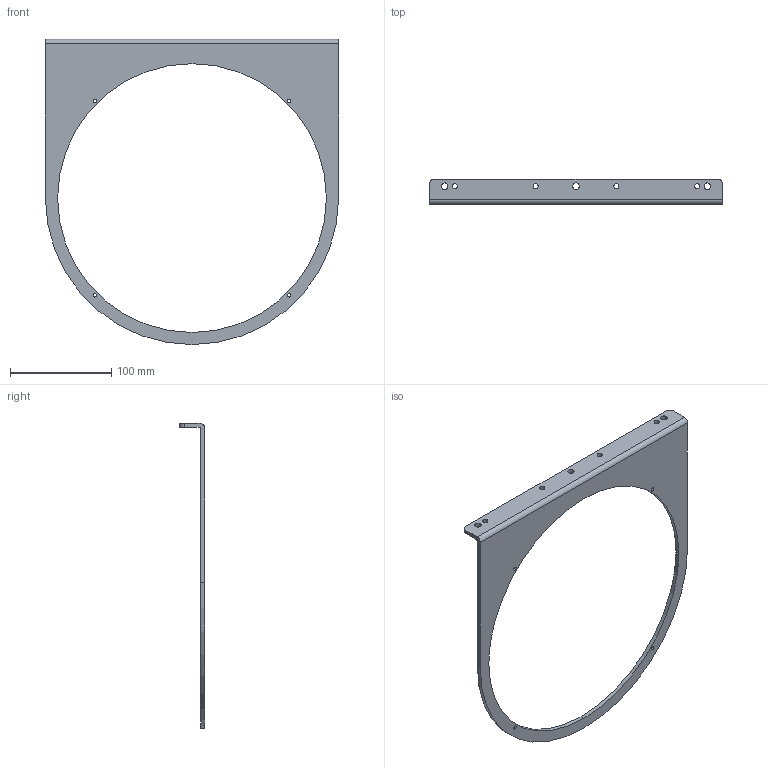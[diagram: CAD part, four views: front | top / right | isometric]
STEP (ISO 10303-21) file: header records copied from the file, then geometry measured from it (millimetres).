
FILE_DESCRIPTION (( 'STEP AP214' ), '1' );
FILE_NAME ('IDS4-00-250-X-X-BRACKET.STEP', '2017-06-22T01:54:50', ( '' ), ( '' ), 'SwSTEP 2.0', 'SolidWorks 2016', '' );
FILE_SCHEMA (( 'AUTOMOTIVE_DESIGN' ));
Length unit declared in the file: millimetre
Products named in the file (1): IDS4-00-250-X-X-BRACKET
Bounding box: 290 x 25 x 302 mm (x, y, z)
Volume: 114268 mm3; surface area: 65343.5 mm2
Topology: 1 solids, 1 shells, 36 faces, 102 edges, 68 vertices
Faces by surface type: cylinder 29, plane 7
Entity records: 1374 total; most frequent: DIRECTION 234, CARTESIAN_POINT 207, ORIENTED_EDGE 204, EDGE_CURVE 102, AXIS2_PLACEMENT_3D 95, VERTEX_POINT 68, EDGE_LOOP 60, CIRCLE 58
